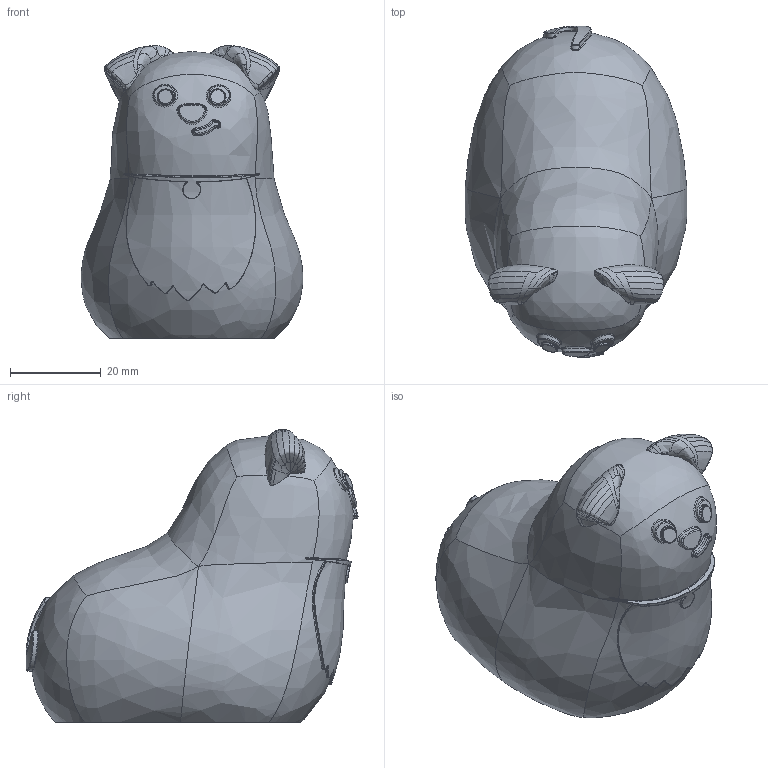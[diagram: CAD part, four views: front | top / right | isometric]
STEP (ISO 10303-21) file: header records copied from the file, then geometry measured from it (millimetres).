
FILE_DESCRIPTION(/* description */ (''),/* implementation_level */ '2;1');
FILE_NAME(/* name */ 'dog v24.step',/* time_stamp */ '2025-04-29T21:26:58-04:00',/* author */ (''),/* organization */ (''),/* preprocessor_version */ 'ST-DEVELOPER v20.1',/* originating_system */ 'Autodesk Translation Framework v14.4.0.0',/* authorisation */ '');
FILE_SCHEMA (('AUTOMOTIVE_DESIGN { 1 0 10303 214 3 1 1 }'));
Products named in the file (1): dog
Bounding box: 48.98 x 73.34 x 64.71 mm (x, y, z)
Volume: 20935.4 mm3; surface area: 22279 mm2
Topology: 1 solids, 1 shells, 339 faces, 911 edges, 573 vertices
Faces by surface type: bspline 318, plane 10, sphere 8, cylinder 3
Full cylindrical faces by diameter (mm): 2.286 x1
Entity records: 42945 total; most frequent: CARTESIAN_POINT 36784, ORIENTED_EDGE 1808, EDGE_CURVE 904, B_SPLINE_CURVE_WITH_KNOTS 725, VERTEX_POINT 573, DIRECTION 371, EDGE_LOOP 347, FACE_OUTER_BOUND 339
